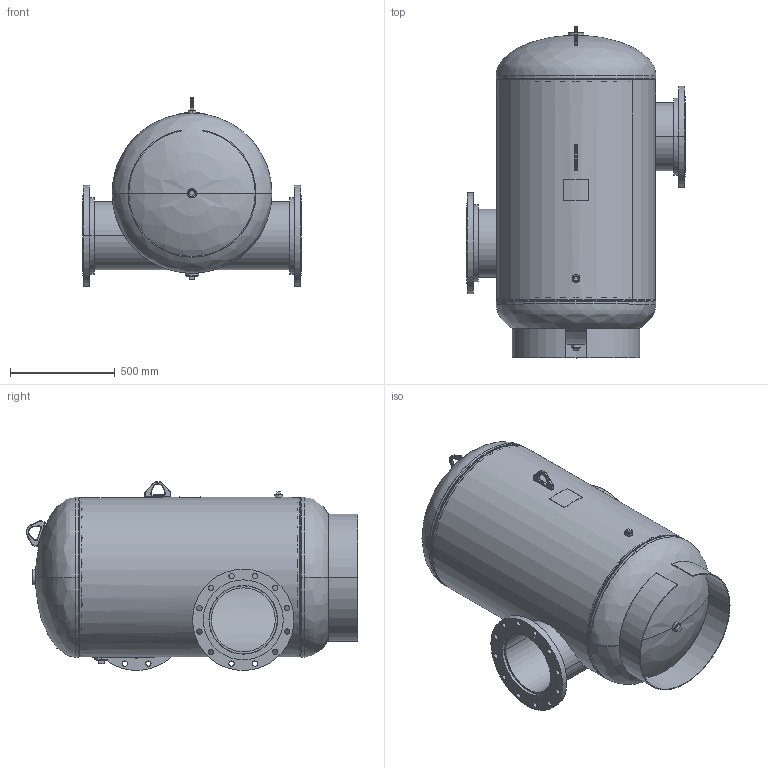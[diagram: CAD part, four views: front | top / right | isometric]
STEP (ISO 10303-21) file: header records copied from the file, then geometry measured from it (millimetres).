
FILE_DESCRIPTION (( 'STEP AP203' ), '1' );
FILE_NAME ('SPA-12.STEP', '2021-03-10T19:56:38', ( '' ), ( '' ), 'SwSTEP 2.0', 'SolidWorks 2021', '' );
FILE_SCHEMA (( 'CONFIG_CONTROL_DESIGN' ));
Length unit declared in the file: inch
Products named in the file (17): 99Q0587; 9500080; PLUGS_9500150; 9301150_18; 9400542; PLUGS_9500140; SORF FLANGES ASME B16.5_12 150# SA-105; SPA-12; 9600830_30" VERT; 99A2275; 9500040; 9500050; 9500070; 9200190; PLUGS_9500170; 05012001
Assembly tree (18 placements, depth 3):
  SPA-12
    05012001
    9200190
    9200190
    99A2275  x2
      9301150_18
      SORF FLANGES ASME B16.5_12 150# SA-105
    9500080
    9500070
    9500050
    9500040
    9400542  x2
    PLUGS_9500170
    PLUGS_9500150
    PLUGS_9500140
    99Q0587
    9600830_30" VERT
Bounding box: 1041.4 x 1580.61 x 900.43 mm (x, y, z)
Volume: 30936338.8 mm3; surface area: 10534764 mm2
Topology: 18 solids, 18 shells, 374 faces, 853 edges, 526 vertices
Faces by surface type: cylinder 192, plane 85, torus 56, bspline 21, cone 20
Full cylindrical faces by diameter (mm): 753.669 x1, 760.984 x1
Entity records: 19132 total; most frequent: CARTESIAN_POINT 10984, DIRECTION 1429, ORIENTED_EDGE 1210, EDGE_CURVE 605, AXIS2_PLACEMENT_3D 599, VERTEX_POINT 374, EDGE_LOOP 329, CIRCLE 328
